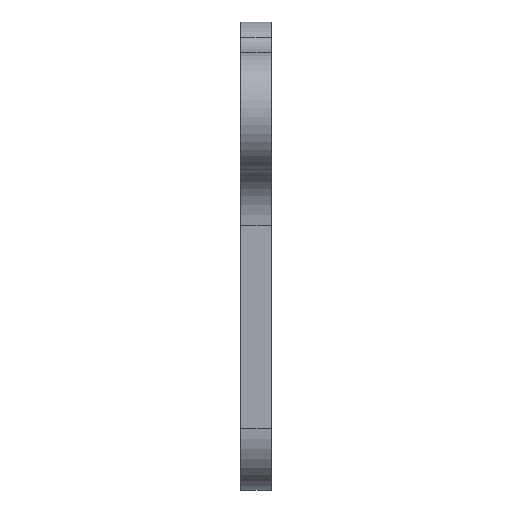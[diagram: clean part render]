
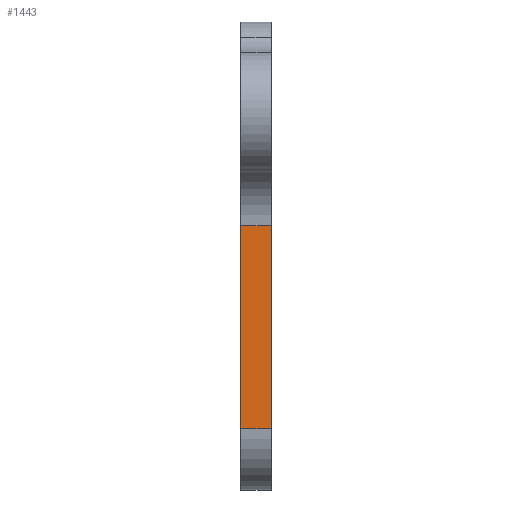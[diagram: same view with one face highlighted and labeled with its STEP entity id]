
A CAD part, left-side view. The second image highlights one B-rep face of the part: STEP entity #1443.
In plain terms, the highlighted free-form (B-spline) face has degree [1, 1] with [2, 2] control points.
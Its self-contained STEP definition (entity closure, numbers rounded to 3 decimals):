
#816=CARTESIAN_POINT('',(-23.0,0.0,-17.0));
#817=VERTEX_POINT('',#816);
#833=CARTESIAN_POINT('',(-23.0,0.0,2.98));
#834=VERTEX_POINT('',#833);
#835=CARTESIAN_POINT('',(-23.0,0.0,-17.0));
#836=CARTESIAN_POINT('',(-23.0,0.0,2.98));
#837=QUASI_UNIFORM_CURVE('',1,(#835,#836),.UNSPECIFIED.,.F.,.U.);
#838=EDGE_CURVE('',#817,#834,#837,.T.);
#1222=CARTESIAN_POINT('',(-23.0,-3.0,2.98));
#1223=VERTEX_POINT('',#1222);
#1237=CARTESIAN_POINT('',(-23.0,-3.0,-17.0));
#1238=VERTEX_POINT('',#1237);
#1239=CARTESIAN_POINT('',(-23.0,-3.0,-17.0));
#1240=CARTESIAN_POINT('',(-23.0,-3.0,2.98));
#1241=QUASI_UNIFORM_CURVE('',1,(#1239,#1240),.UNSPECIFIED.,.F.,.U.);
#1242=EDGE_CURVE('',#1238,#1223,#1241,.T.);
#1420=CARTESIAN_POINT('',(-23.0,-3.0,-17.0));
#1421=CARTESIAN_POINT('',(-23.0,0.0,-17.0));
#1422=QUASI_UNIFORM_CURVE('',1,(#1420,#1421),.UNSPECIFIED.,.F.,.U.);
#1423=EDGE_CURVE('',#1238,#817,#1422,.T.);
#1428=CARTESIAN_POINT('',(-23.0,-3.15,-17.998));
#1429=CARTESIAN_POINT('',(-23.0,-3.15,3.978));
#1430=CARTESIAN_POINT('',(-23.0,0.15,-17.998));
#1431=CARTESIAN_POINT('',(-23.0,0.15,3.978));
#1432=B_SPLINE_SURFACE_WITH_KNOTS('',1,1,((#1428,#1430),(#1429,#1431)),.UNSPECIFIED.,.F.,.F.,.U.,(2,2),(2,2),(0.0,21.976),(0.0,3.3),.UNSPECIFIED.);
#1433=ORIENTED_EDGE('',*,*,#838,.F.);
#1434=ORIENTED_EDGE('',*,*,#1423,.F.);
#1435=ORIENTED_EDGE('',*,*,#1242,.T.);
#1436=CARTESIAN_POINT('',(-23.0,-3.0,2.98));
#1437=CARTESIAN_POINT('',(-23.0,0.0,2.98));
#1438=QUASI_UNIFORM_CURVE('',1,(#1436,#1437),.UNSPECIFIED.,.F.,.U.);
#1439=EDGE_CURVE('',#1223,#834,#1438,.T.);
#1440=ORIENTED_EDGE('',*,*,#1439,.T.);
#1441=EDGE_LOOP('',(#1433,#1434,#1435,#1440));
#1442=FACE_OUTER_BOUND('',#1441,.T.);
#1443=ADVANCED_FACE('',(#1442),#1432,.T.);
